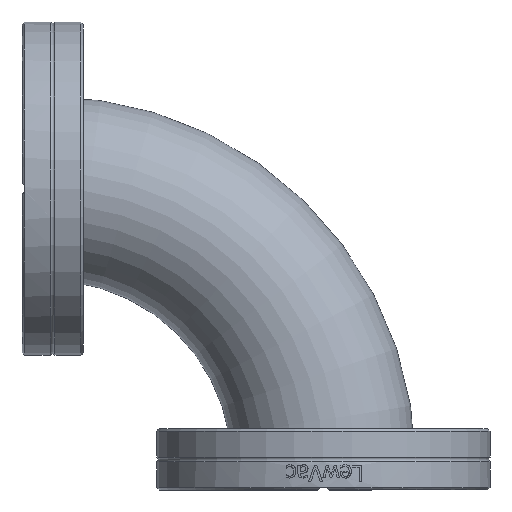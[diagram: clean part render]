
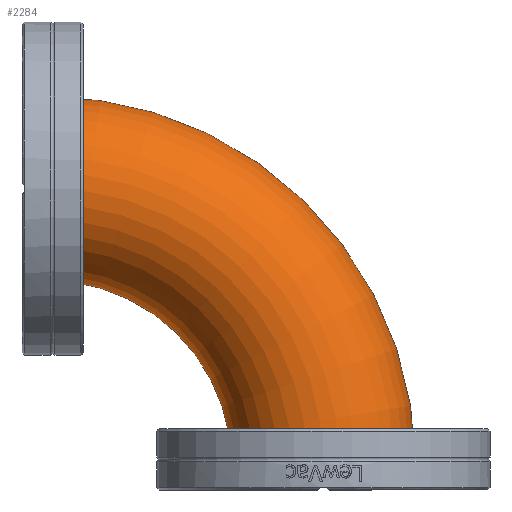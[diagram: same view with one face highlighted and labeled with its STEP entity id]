
A CAD part, left-side view. The second image highlights one B-rep face of the part: STEP entity #2284.
In plain terms, the highlighted toroidal (fillet/blend) face has major radius 57.2 mm and minor radius 19.05 mm.
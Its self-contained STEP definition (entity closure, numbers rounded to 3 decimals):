
#45=TOROIDAL_SURFACE('',#2582,57.2,19.05);
#554=FACE_BOUND('',#883,.T.);
#690=FACE_OUTER_BOUND('',#882,.T.);
#882=EDGE_LOOP('',(#2127));
#883=EDGE_LOOP('',(#2128));
#972=CIRCLE('',#2583,19.05);
#973=CIRCLE('',#2584,19.05);
#1195=VERTEX_POINT('',#5540);
#1196=VERTEX_POINT('',#5542);
#1507=EDGE_CURVE('',#1195,#1195,#972,.T.);
#1508=EDGE_CURVE('',#1196,#1196,#973,.T.);
#2127=ORIENTED_EDGE('',*,*,#1507,.F.);
#2128=ORIENTED_EDGE('',*,*,#1508,.T.);
#2284=ADVANCED_FACE('',(#690,#554),#45,.T.);
#2582=AXIS2_PLACEMENT_3D('',#5539,#3115,#3116);
#2583=AXIS2_PLACEMENT_3D('',#5541,#3117,#3118);
#2584=AXIS2_PLACEMENT_3D('',#5543,#3119,#3120);
#3115=DIRECTION('center_axis',(0.,0.,-1.));
#3116=DIRECTION('ref_axis',(-1.,0.,0.));
#3117=DIRECTION('center_axis',(1.,0.,0.));
#3118=DIRECTION('ref_axis',(0.,1.,0.));
#3119=DIRECTION('center_axis',(0.,1.,0.));
#3120=DIRECTION('ref_axis',(-1.,0.,0.));
#5539=CARTESIAN_POINT('Origin',(0.,0.,0.));
#5540=CARTESIAN_POINT('',(0.,38.15,0.));
#5541=CARTESIAN_POINT('Origin',(0.,57.2,0.));
#5542=CARTESIAN_POINT('',(-38.15,0.,0.));
#5543=CARTESIAN_POINT('Origin',(-57.2,0.,0.));
